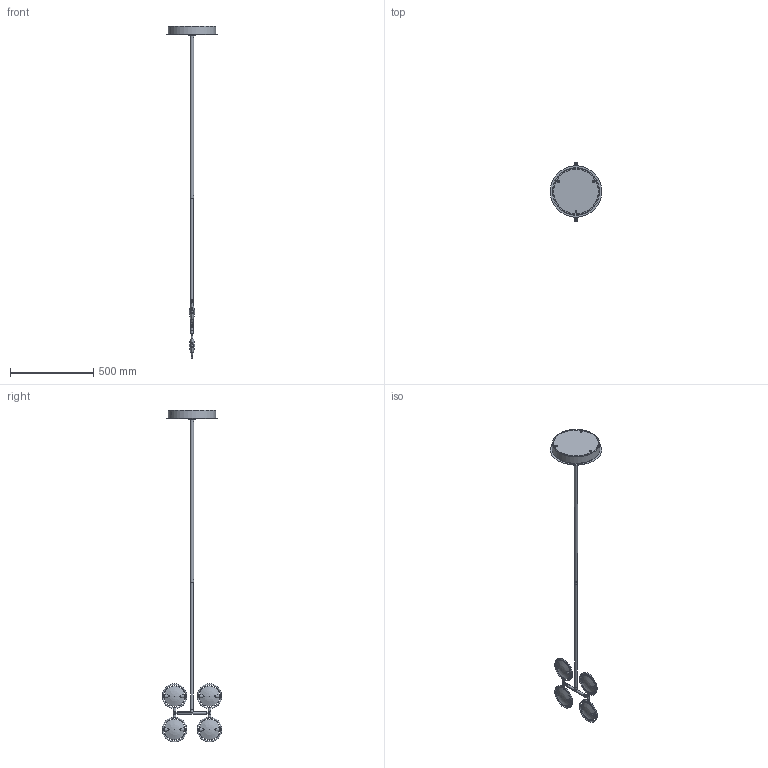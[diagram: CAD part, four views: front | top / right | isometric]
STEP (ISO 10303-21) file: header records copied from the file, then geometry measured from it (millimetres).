
FILE_DESCRIPTION(/* description */ (''),/* implementation_level */ '2;1');
FILE_NAME(/* name */ 'F359930150xxNE.stp',/* time_stamp */ '2020-01-15T11:52:20+01:00',/* author */ ('sghezzi'),/* organization */ (''),/* preprocessor_version */ 'ST-DEVELOPER v17.2',/* originating_system */ 'Autodesk Inventor 2019',/* authorisation */ '');
FILE_SCHEMA (('AUTOMOTIVE_DESIGN { 1 0 10303 214 3 1 1 }'));
Length unit declared in the file: millimetre
Products named in the file (12): Assieme; 007339320 Contrappeso; 007339301 Sottobase; 007339311 Distanziale x contrappeso; 007339330 Copribase; 007339220 Stelo inferiore; 007339250 Stelo superiore; Supporto snodo; Snodo; Anello; Diffusore; Anello di battuta
Assembly tree (24 placements, depth 2):
  Assieme
    007339320 Contrappeso
    007339301 Sottobase
    007339311 Distanziale x contrappeso  x3
    007339330 Copribase
    007339220 Stelo inferiore
    007339250 Stelo superiore
    Supporto snodo
    Snodo  x2
    Anello  x4
    Diffusore  x8
    Anello di battuta
Bounding box: 310 x 358.99 x 1996.58 mm (x, y, z)
Volume: 1267999.3 mm3; surface area: 997755.1 mm2
Topology: 24 solids, 28 shells, 464 faces, 1337 edges, 980 vertices
Faces by surface type: cylinder 173, plane 149, torus 62, cone 52, bspline 16, sphere 12
Full cylindrical faces by diameter (mm): 2.459 x10, 4 x3, 5.4 x3, 6 x5, 8 x6, 8.5 x5, 9 x10, 9.9 x2, 10 x3, 10.5 x4, 11 x1, 11.9 x4, 12 x2, 13 x2, 14 x8, 14.376 x1, 15 x1, 16 x20, 16.5 x2, 20 x1, 40 x1, 268 x1, 283.8 x1, 285 x1, 310 x1
Entity records: 7525 total; most frequent: CARTESIAN_POINT 2435, DIRECTION 1006, ORIENTED_EDGE 938, EDGE_CURVE 469, AXIS2_PLACEMENT_3D 445, VERTEX_POINT 340, EDGE_LOOP 243, CIRCLE 236
